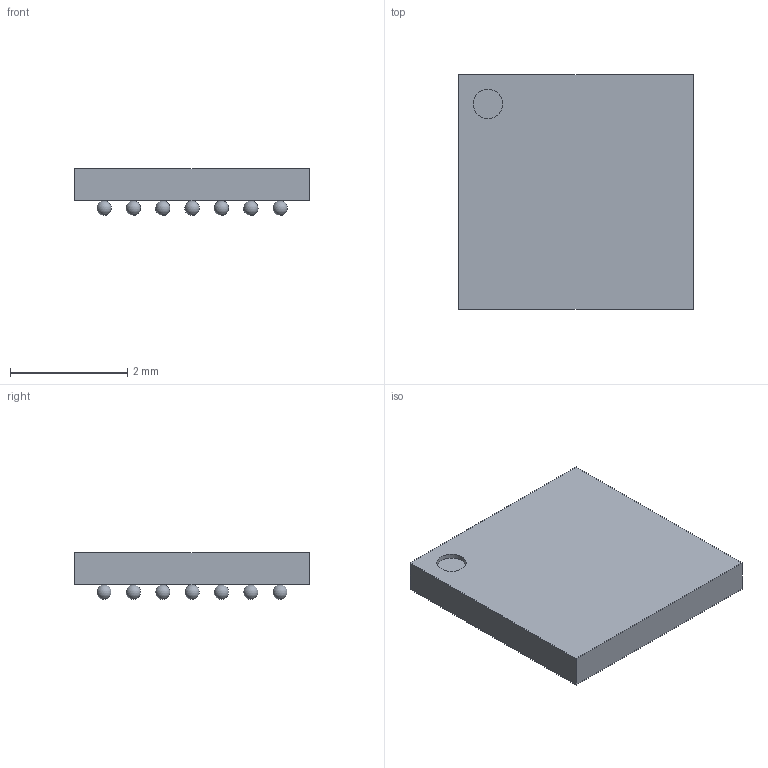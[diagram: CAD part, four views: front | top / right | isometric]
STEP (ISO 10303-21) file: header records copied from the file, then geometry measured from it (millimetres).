
FILE_DESCRIPTION(('FreeCAD Model'),'2;1');
FILE_NAME('19767909.2.1.stp','2024-08-04T10:24:05',( 'Author'),(''),'Open CASCADE STEP processor 6.9','FreeCAD','Unknown' );
FILE_SCHEMA(('AUTOMOTIVE_DESIGN { 1 0 10303 214 1 1 1 1 }'));
Length unit declared in the file: millimetre
Products named in the file (3): ASSEMBLY; Array; Body
Assembly tree (2 placements, depth 2):
  ASSEMBLY
    Array
    Body
Bounding box: 4 x 4 x 0.8 mm (x, y, z)
Volume: 9.2 mm3; surface area: 50.5 mm2
Topology: 50 solids, 50 shells, 57 faces, 162 edges, 108 vertices
Faces by surface type: sphere 49, plane 7, cylinder 1
Full cylindrical faces by diameter (mm): 0.5 x1
Entity records: 1484 total; most frequent: DIRECTION 167, CARTESIAN_POINT 164, AXIS2_PLACEMENT_3D 62, VERTEX_POINT 59, FACE_BOUND 58, ADVANCED_FACE 57, MANIFOLD_SOLID_BREP 50, CLOSED_SHELL 50
